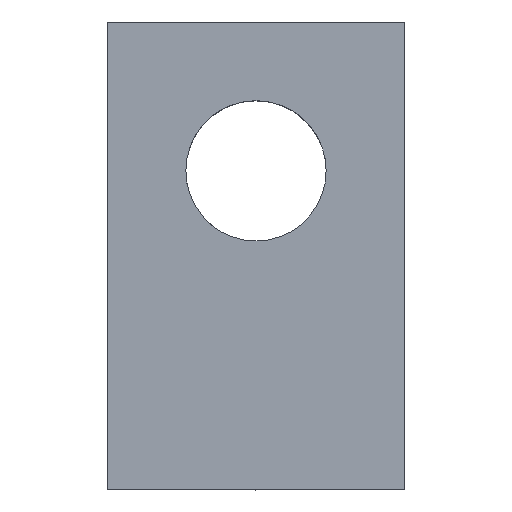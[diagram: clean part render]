
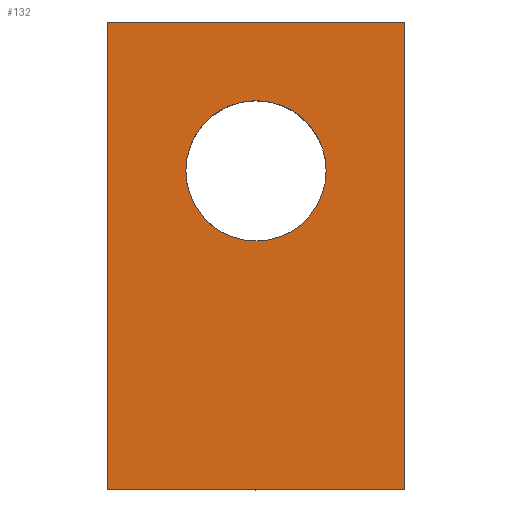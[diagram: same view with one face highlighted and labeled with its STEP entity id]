
A CAD part, top view. The second image highlights one B-rep face of the part: STEP entity #132.
In plain terms, the highlighted planar face has unit normal (0, 0, 1).
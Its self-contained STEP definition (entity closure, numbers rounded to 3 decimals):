
#7=CARTESIAN_POINT('',(-7.,7.,0.));
#8=VERTEX_POINT('',#7);
#9=CARTESIAN_POINT('',(7.,7.,0.));
#10=VERTEX_POINT('',#9);
#18=CARTESIAN_POINT('',(7.,-15.,0.));
#19=VERTEX_POINT('',#18);
#20=CARTESIAN_POINT('',(7.,7.,0.));
#21=DIRECTION('',(0.0,-1.0,0.0));
#22=VECTOR('',#21,22.0);
#23=LINE('',#20,#22);
#24=EDGE_CURVE('',#10,#19,#23,.T.);
#26=CARTESIAN_POINT('',(-7.,-15.,0.));
#27=VERTEX_POINT('',#26);
#35=CARTESIAN_POINT('',(-7.,7.,0.));
#36=DIRECTION('',(0.0,-1.0,0.0));
#37=VECTOR('',#36,22.0);
#38=LINE('',#35,#37);
#39=EDGE_CURVE('',#8,#27,#38,.T.);
#91=CARTESIAN_POINT('',(7.,7.,0.));
#92=DIRECTION('',(0.,0.,1.));
#93=DIRECTION('',(-1.,0.,0.));
#94=AXIS2_PLACEMENT_3D('',#91,#92,#93);
#95=PLANE('',#94);
#96=ORIENTED_EDGE('',*,*,#39,.T.);
#97=CARTESIAN_POINT('',(7.,-15.,0.));
#98=DIRECTION('',(-1.,0.0,0.));
#99=VECTOR('',#98,14.);
#100=LINE('',#97,#99);
#101=EDGE_CURVE('',#19,#27,#100,.T.);
#102=ORIENTED_EDGE('',*,*,#101,.F.);
#103=ORIENTED_EDGE('',*,*,#24,.F.);
#104=CARTESIAN_POINT('',(7.,7.,0.));
#105=DIRECTION('',(-1.,0.0,0.));
#106=VECTOR('',#105,14.);
#107=LINE('',#104,#106);
#108=EDGE_CURVE('',#10,#8,#107,.T.);
#109=ORIENTED_EDGE('',*,*,#108,.T.);
#110=EDGE_LOOP('',(#96,#102,#103,#109));
#111=FACE_OUTER_BOUND('',#110,.T.);
#112=CARTESIAN_POINT('',(3.3,0.,0.));
#113=VERTEX_POINT('',#112);
#114=CARTESIAN_POINT('',(-3.3,0.0,0.));
#115=VERTEX_POINT('',#114);
#116=CARTESIAN_POINT('',(0.0,0.0,0.0));
#117=DIRECTION('',(0.,0.,1.));
#118=DIRECTION('',(-1.,0.,0.));
#119=AXIS2_PLACEMENT_3D('',#116,#117,#118);
#120=CIRCLE('',#119,3.3);
#121=EDGE_CURVE('',#113,#115,#120,.T.);
#122=ORIENTED_EDGE('',*,*,#121,.F.);
#123=CARTESIAN_POINT('',(0.0,0.0,0.0));
#124=DIRECTION('',(0.,0.,1.));
#125=DIRECTION('',(-1.,0.,0.));
#126=AXIS2_PLACEMENT_3D('',#123,#124,#125);
#127=CIRCLE('',#126,3.3);
#128=EDGE_CURVE('',#115,#113,#127,.T.);
#129=ORIENTED_EDGE('',*,*,#128,.F.);
#130=EDGE_LOOP('',(#122,#129));
#131=FACE_BOUND('',#130,.T.);
#132=ADVANCED_FACE('',(#111,#131),#95,.T.);
